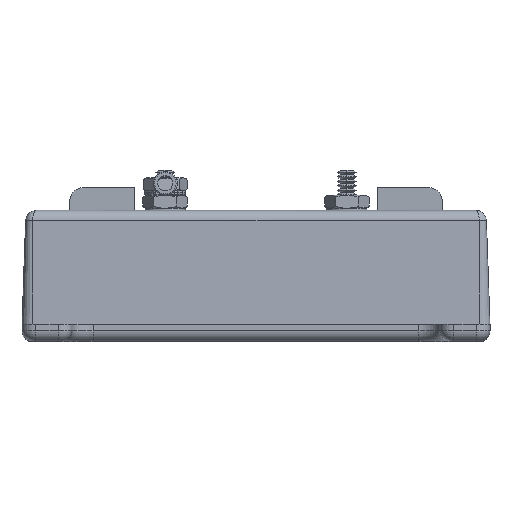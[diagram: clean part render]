
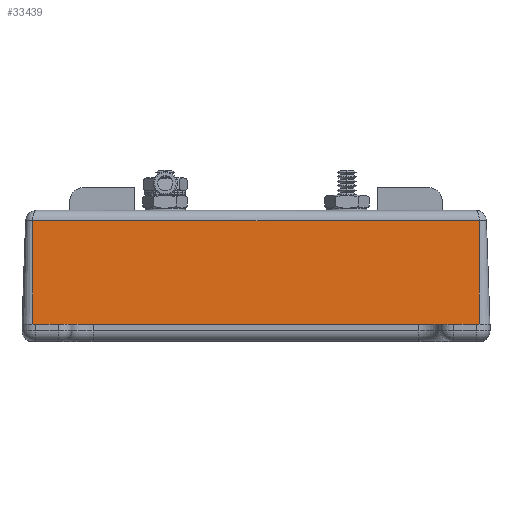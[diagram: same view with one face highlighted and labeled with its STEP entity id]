
A CAD part, top view. The second image highlights one B-rep face of the part: STEP entity #33439.
In plain terms, the highlighted planar face has unit normal (0, 0.035, 0.999).
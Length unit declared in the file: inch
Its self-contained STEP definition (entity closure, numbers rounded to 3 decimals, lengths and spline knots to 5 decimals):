
#1499 = DIRECTION ( 'NONE',  ( 0., -0.999, 0.035 ) ) ;
#2911 = LINE ( 'NONE', #44160, #35139 ) ;
#4220 = CARTESIAN_POINT ( 'NONE',  ( -2.088, 0., 1.185 ) ) ;
#4715 = CARTESIAN_POINT ( 'NONE',  ( -2.088, 0.96749, 1.15121 ) ) ;
#6335 = ORIENTED_EDGE ( 'NONE', *, *, #43881, .T. ) ;
#8111 = DIRECTION ( 'NONE',  ( -1., 0., 0. ) ) ;
#8708 = CARTESIAN_POINT ( 'NONE',  ( 2.088, 0.96749, 1.15121 ) ) ;
#8929 = LINE ( 'NONE', #34269, #39955 ) ;
#12611 = EDGE_LOOP ( 'NONE', ( #39357, #6335, #38012, #15104 ) ) ;
#13784 = DIRECTION ( 'NONE',  ( 0., -0.999, 0.035 ) ) ;
#15104 = ORIENTED_EDGE ( 'NONE', *, *, #28290, .T. ) ;
#18840 = VECTOR ( 'NONE', #49044, 39.37008 ) ;
#20990 = VERTEX_POINT ( 'NONE', #8708 ) ;
#21669 = CARTESIAN_POINT ( 'NONE',  ( -2.088, 0., 1.185 ) ) ;
#22063 = DIRECTION ( 'NONE',  ( 0., -0.999, 0.035 ) ) ;
#22162 = VECTOR ( 'NONE', #8111, 39.37008 ) ;
#28290 = EDGE_CURVE ( 'NONE', #40619, #39288, #49834, .T. ) ;
#28654 = CARTESIAN_POINT ( 'NONE',  ( 2.088, 0., 1.185 ) ) ;
#29548 = CARTESIAN_POINT ( 'NONE',  ( -2.088, 0., 1.185 ) ) ;
#30031 = LINE ( 'NONE', #42404, #22162 ) ;
#32121 = FACE_OUTER_BOUND ( 'NONE', #12611, .T. ) ;
#33274 = DIRECTION ( 'NONE',  ( 0., 0.035, 0.999 ) ) ;
#33439 = ADVANCED_FACE ( 'NONE', ( #32121 ), #49312, .T. ) ;
#33638 = AXIS2_PLACEMENT_3D ( 'NONE', #29548, #33274, #13784 ) ;
#33718 = VERTEX_POINT ( 'NONE', #4715 ) ;
#34269 = CARTESIAN_POINT ( 'NONE',  ( 2.088, 0., 1.185 ) ) ;
#35139 = VECTOR ( 'NONE', #1499, 39.37008 ) ;
#37765 = EDGE_CURVE ( 'NONE', #33718, #40619, #2911, .T. ) ;
#38012 = ORIENTED_EDGE ( 'NONE', *, *, #37765, .T. ) ;
#39288 = VERTEX_POINT ( 'NONE', #28654 ) ;
#39357 = ORIENTED_EDGE ( 'NONE', *, *, #43528, .F. ) ;
#39955 = VECTOR ( 'NONE', #22063, 39.37008 ) ;
#40619 = VERTEX_POINT ( 'NONE', #4220 ) ;
#42404 = CARTESIAN_POINT ( 'NONE',  ( -2.088, 0.96749, 1.15121 ) ) ;
#43528 = EDGE_CURVE ( 'NONE', #20990, #39288, #8929, .T. ) ;
#43881 = EDGE_CURVE ( 'NONE', #20990, #33718, #30031, .T. ) ;
#44160 = CARTESIAN_POINT ( 'NONE',  ( -2.088, 0., 1.185 ) ) ;
#49044 = DIRECTION ( 'NONE',  ( 1., 0., 0. ) ) ;
#49312 = PLANE ( 'NONE',  #33638 ) ;
#49834 = LINE ( 'NONE', #21669, #18840 ) ;
